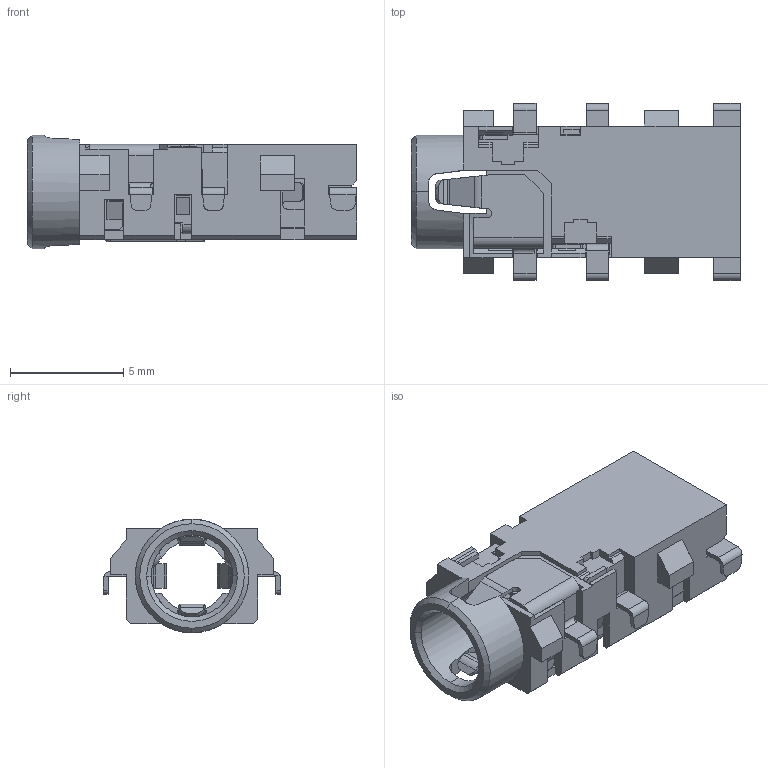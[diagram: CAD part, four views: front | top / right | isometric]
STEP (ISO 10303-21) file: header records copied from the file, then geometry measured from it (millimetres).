
FILE_DESCRIPTION(('FreeCAD Model'),'2;1');
FILE_NAME('CUI_DEVICES_SJ2-35355A-SMT-TR.step','2020-03-29T10:58:36',('Author'),(''), 'Open CASCADE STEP processor 7.3','FreeCAD','Unknown');
FILE_SCHEMA(('AUTOMOTIVE_DESIGN { 1 0 10303 214 1 1 1 1 }'));
Products named in the file (1): CUI_DEVICES_SJ2-35355A-SMT-TR
Bounding box: 14.5 x 7.8 x 5 mm (x, y, z)
Volume: 186.3 mm3; surface area: 708.2 mm2
Topology: 3 solids, 3 shells, 624 faces, 5425 edges, 15647 vertices
Faces by surface type: plane 458, cylinder 145, torus 8, cone 5, revolution 4, sphere 3, bspline 1
Entity records: 62477 total; most frequent: CARTESIAN_POINT 23859, DIRECTION 7055, LINE 4179, VECTOR 4179, GEOMETRIC_CURVE_SET 3617, ORIENTED_EDGE 3614, TRIMMED_CURVE 3614, EDGE_CURVE 1807
